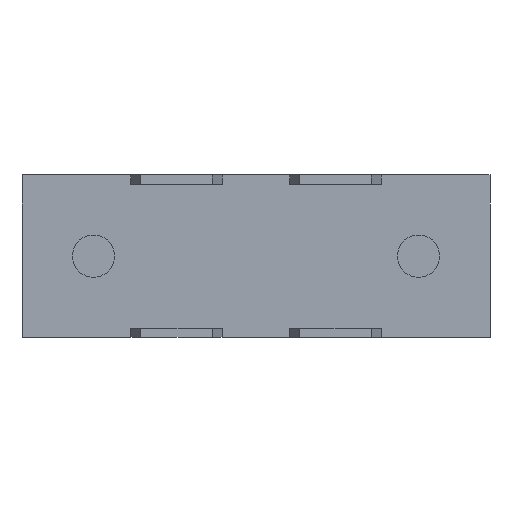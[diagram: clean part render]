
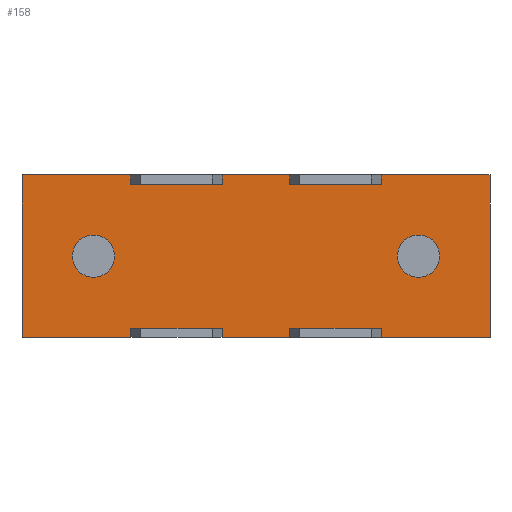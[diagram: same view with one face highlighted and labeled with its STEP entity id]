
A CAD part, front view. The second image highlights one B-rep face of the part: STEP entity #158.
In plain terms, the highlighted planar face has unit normal (0, -1, 0).
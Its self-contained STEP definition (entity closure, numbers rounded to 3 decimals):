
#158=ADVANCED_FACE('',(#307,#308,#309),#310,.F.);
#307=FACE_OUTER_BOUND('',#487,.T.);
#308=FACE_BOUND('',#488,.T.);
#309=FACE_BOUND('',#489,.T.);
#310=PLANE('',#490);
#487=EDGE_LOOP('',(#1040,#1041,#1042,#1043,#1044,#1045,#1046,#1047,#1048,#1049,#1050,#1051,#1052,#1053,#1054,#1055,#1056,#1057,#1058,#1059));
#488=EDGE_LOOP('',(#1060,#1061));
#489=EDGE_LOOP('',(#1062,#1063));
#490=AXIS2_PLACEMENT_3D('',#1064,#1065,#1066);
#1040=ORIENTED_EDGE('',*,*,#1443,.F.);
#1041=ORIENTED_EDGE('',*,*,#1444,.F.);
#1042=ORIENTED_EDGE('',*,*,#1445,.T.);
#1043=ORIENTED_EDGE('',*,*,#1446,.T.);
#1044=ORIENTED_EDGE('',*,*,#1447,.F.);
#1045=ORIENTED_EDGE('',*,*,#1448,.T.);
#1046=ORIENTED_EDGE('',*,*,#1449,.T.);
#1047=ORIENTED_EDGE('',*,*,#1450,.T.);
#1048=ORIENTED_EDGE('',*,*,#1451,.F.);
#1049=ORIENTED_EDGE('',*,*,#1452,.F.);
#1050=ORIENTED_EDGE('',*,*,#1453,.F.);
#1051=ORIENTED_EDGE('',*,*,#1454,.F.);
#1052=ORIENTED_EDGE('',*,*,#1455,.T.);
#1053=ORIENTED_EDGE('',*,*,#1456,.F.);
#1054=ORIENTED_EDGE('',*,*,#1457,.F.);
#1055=ORIENTED_EDGE('',*,*,#1458,.T.);
#1056=ORIENTED_EDGE('',*,*,#1459,.T.);
#1057=ORIENTED_EDGE('',*,*,#1460,.F.);
#1058=ORIENTED_EDGE('',*,*,#1461,.T.);
#1059=ORIENTED_EDGE('',*,*,#1462,.T.);
#1060=ORIENTED_EDGE('',*,*,#1437,.T.);
#1061=ORIENTED_EDGE('',*,*,#1463,.T.);
#1062=ORIENTED_EDGE('',*,*,#1464,.F.);
#1063=ORIENTED_EDGE('',*,*,#1441,.F.);
#1064=CARTESIAN_POINT('',(0.0,0.0,2.5));
#1065=DIRECTION('',(0.0,1.0,0.0));
#1066=DIRECTION('',(1.0,0.0,-0.0));
#1437=EDGE_CURVE('',#1775,#1773,#1776,.T.);
#1441=EDGE_CURVE('',#1781,#1783,#1784,.T.);
#1443=EDGE_CURVE('',#1786,#1787,#1788,.T.);
#1444=EDGE_CURVE('',#1789,#1786,#1790,.T.);
#1445=EDGE_CURVE('',#1789,#1791,#1792,.T.);
#1446=EDGE_CURVE('',#1791,#1793,#1794,.T.);
#1447=EDGE_CURVE('',#1795,#1793,#1796,.T.);
#1448=EDGE_CURVE('',#1795,#1797,#1798,.T.);
#1449=EDGE_CURVE('',#1797,#1799,#1800,.T.);
#1450=EDGE_CURVE('',#1799,#1801,#1802,.T.);
#1451=EDGE_CURVE('',#1803,#1801,#1804,.T.);
#1452=EDGE_CURVE('',#1805,#1803,#1806,.T.);
#1453=EDGE_CURVE('',#1807,#1805,#1808,.T.);
#1454=EDGE_CURVE('',#1809,#1807,#1810,.T.);
#1455=EDGE_CURVE('',#1809,#1811,#1812,.T.);
#1456=EDGE_CURVE('',#1813,#1811,#1814,.T.);
#1457=EDGE_CURVE('',#1815,#1813,#1816,.T.);
#1458=EDGE_CURVE('',#1815,#1817,#1818,.T.);
#1459=EDGE_CURVE('',#1817,#1819,#1820,.T.);
#1460=EDGE_CURVE('',#1821,#1819,#1822,.T.);
#1461=EDGE_CURVE('',#1821,#1823,#1824,.T.);
#1462=EDGE_CURVE('',#1823,#1787,#1825,.T.);
#1463=EDGE_CURVE('',#1773,#1775,#1826,.T.);
#1464=EDGE_CURVE('',#1783,#1781,#1827,.T.);
#1773=VERTEX_POINT('',#2313);
#1775=VERTEX_POINT('',#2316);
#1776=CIRCLE('',#2317,0.325);
#1781=VERTEX_POINT('',#2323);
#1783=VERTEX_POINT('',#2326);
#1784=CIRCLE('',#2327,0.325);
#1786=VERTEX_POINT('',#2330);
#1787=VERTEX_POINT('',#2331);
#1788=LINE('',#2332,#2333);
#1789=VERTEX_POINT('',#2334);
#1790=LINE('',#2335,#2336);
#1791=VERTEX_POINT('',#2337);
#1792=LINE('',#2338,#2339);
#1793=VERTEX_POINT('',#2340);
#1794=LINE('',#2341,#2342);
#1795=VERTEX_POINT('',#2343);
#1796=LINE('',#2344,#2345);
#1797=VERTEX_POINT('',#2346);
#1798=LINE('',#2347,#2348);
#1799=VERTEX_POINT('',#2349);
#1800=LINE('',#2350,#2351);
#1801=VERTEX_POINT('',#2352);
#1802=LINE('',#2353,#2354);
#1803=VERTEX_POINT('',#2355);
#1804=LINE('',#2356,#2357);
#1805=VERTEX_POINT('',#2358);
#1806=LINE('',#2359,#2360);
#1807=VERTEX_POINT('',#2361);
#1808=LINE('',#2362,#2363);
#1809=VERTEX_POINT('',#2364);
#1810=LINE('',#2365,#2366);
#1811=VERTEX_POINT('',#2367);
#1812=LINE('',#2368,#2369);
#1813=VERTEX_POINT('',#2370);
#1814=LINE('',#2371,#2372);
#1815=VERTEX_POINT('',#2373);
#1816=LINE('',#2374,#2375);
#1817=VERTEX_POINT('',#2376);
#1818=LINE('',#2377,#2378);
#1819=VERTEX_POINT('',#2379);
#1820=LINE('',#2380,#2381);
#1821=VERTEX_POINT('',#2382);
#1822=LINE('',#2383,#2384);
#1823=VERTEX_POINT('',#2385);
#1824=LINE('',#2386,#2387);
#1825=LINE('',#2388,#2389);
#1826=CIRCLE('',#2390,0.325);
#1827=CIRCLE('',#2391,0.325);
#2313=CARTESIAN_POINT('',(6.1,0.0,0.925));
#2316=CARTESIAN_POINT('',(6.1,0.0,1.575));
#2317=AXIS2_PLACEMENT_3D('',#2707,#2708,#2709);
#2323=CARTESIAN_POINT('',(1.1,0.0,0.925));
#2326=CARTESIAN_POINT('',(1.1,0.0,1.575));
#2327=AXIS2_PLACEMENT_3D('',#2715,#2716,#2717);
#2330=CARTESIAN_POINT('',(1.676,0.0,0.143));
#2331=CARTESIAN_POINT('',(1.676,0.,0.0));
#2332=CARTESIAN_POINT('',(1.676,0.,0.143));
#2333=VECTOR('',#2719,1000.0);
#2334=CARTESIAN_POINT('',(3.078,0.0,0.143));
#2335=CARTESIAN_POINT('',(1.676,0.,0.143));
#2336=VECTOR('',#2720,1000.0);
#2337=CARTESIAN_POINT('',(3.078,0.,0.0));
#2338=CARTESIAN_POINT('',(3.078,0.,0.143));
#2339=VECTOR('',#2721,1000.0);
#2340=CARTESIAN_POINT('',(4.122,0.0,0.0));
#2341=CARTESIAN_POINT('',(0.0,0.0,0.0));
#2342=VECTOR('',#2722,1000.0);
#2343=CARTESIAN_POINT('',(4.122,0.0,0.143));
#2344=CARTESIAN_POINT('',(4.122,0.,0.143));
#2345=VECTOR('',#2723,1000.0);
#2346=CARTESIAN_POINT('',(5.524,0.0,0.143));
#2347=CARTESIAN_POINT('',(5.524,0.,0.143));
#2348=VECTOR('',#2724,1000.0);
#2349=CARTESIAN_POINT('',(5.524,0.,0.0));
#2350=CARTESIAN_POINT('',(5.524,0.,0.143));
#2351=VECTOR('',#2725,1000.0);
#2352=CARTESIAN_POINT('',(7.2,0.0,0.0));
#2353=CARTESIAN_POINT('',(0.0,0.0,0.0));
#2354=VECTOR('',#2726,1000.0);
#2355=CARTESIAN_POINT('',(7.2,0.0,2.5));
#2356=CARTESIAN_POINT('',(7.2,0.0,2.5));
#2357=VECTOR('',#2727,1000.0);
#2358=CARTESIAN_POINT('',(5.524,0.,2.5));
#2359=CARTESIAN_POINT('',(0.0,0.0,2.5));
#2360=VECTOR('',#2728,1000.0);
#2361=CARTESIAN_POINT('',(5.524,0.,2.358));
#2362=CARTESIAN_POINT('',(5.524,0.,2.358));
#2363=VECTOR('',#2729,1000.0);
#2364=CARTESIAN_POINT('',(4.122,0.,2.358));
#2365=CARTESIAN_POINT('',(5.524,0.,2.358));
#2366=VECTOR('',#2730,1000.0);
#2367=CARTESIAN_POINT('',(4.122,0.,2.5));
#2368=CARTESIAN_POINT('',(4.122,0.,2.358));
#2369=VECTOR('',#2731,1000.0);
#2370=CARTESIAN_POINT('',(3.078,0.,2.5));
#2371=CARTESIAN_POINT('',(0.0,0.0,2.5));
#2372=VECTOR('',#2732,1000.0);
#2373=CARTESIAN_POINT('',(3.078,0.,2.358));
#2374=CARTESIAN_POINT('',(3.078,0.,2.358));
#2375=VECTOR('',#2733,1000.0);
#2376=CARTESIAN_POINT('',(1.676,0.,2.358));
#2377=CARTESIAN_POINT('',(1.676,0.,2.358));
#2378=VECTOR('',#2734,1000.0);
#2379=CARTESIAN_POINT('',(1.676,0.0,2.5));
#2380=CARTESIAN_POINT('',(1.676,0.,2.358));
#2381=VECTOR('',#2735,1000.0);
#2382=CARTESIAN_POINT('',(0.0,0.0,2.5));
#2383=CARTESIAN_POINT('',(0.0,0.0,2.5));
#2384=VECTOR('',#2736,1000.0);
#2385=CARTESIAN_POINT('',(0.0,0.0,0.0));
#2386=CARTESIAN_POINT('',(0.0,0.0,2.5));
#2387=VECTOR('',#2737,1000.0);
#2388=CARTESIAN_POINT('',(0.0,0.0,0.0));
#2389=VECTOR('',#2738,1000.0);
#2390=AXIS2_PLACEMENT_3D('',#2739,#2740,#2741);
#2391=AXIS2_PLACEMENT_3D('',#2742,#2743,#2744);
#2707=CARTESIAN_POINT('',(6.1,0.0,1.25));
#2708=DIRECTION('',(0.0,1.0,0.0));
#2709=DIRECTION('',(0.0,0.0,-1.0));
#2715=CARTESIAN_POINT('',(1.1,0.0,1.25));
#2716=DIRECTION('',(0.0,-1.0,0.0));
#2717=DIRECTION('',(0.0,0.0,1.0));
#2719=DIRECTION('',(0.0,0.0,-1.0));
#2720=DIRECTION('',(-1.0,0.,0.0));
#2721=DIRECTION('',(0.0,0.0,-1.0));
#2722=DIRECTION('',(1.0,0.0,0.0));
#2723=DIRECTION('',(0.0,0.0,-1.0));
#2724=DIRECTION('',(1.0,0.,0.0));
#2725=DIRECTION('',(0.0,0.0,-1.0));
#2726=DIRECTION('',(1.0,0.0,0.0));
#2727=DIRECTION('',(-0.0,-0.0,-1.0));
#2728=DIRECTION('',(1.0,0.0,0.0));
#2729=DIRECTION('',(0.0,0.0,1.0));
#2730=DIRECTION('',(1.0,0.,-0.0));
#2731=DIRECTION('',(0.0,0.0,1.0));
#2732=DIRECTION('',(1.0,0.0,0.0));
#2733=DIRECTION('',(0.0,0.0,1.0));
#2734=DIRECTION('',(-1.0,0.,-0.0));
#2735=DIRECTION('',(0.0,0.0,1.0));
#2736=DIRECTION('',(1.0,0.0,0.0));
#2737=DIRECTION('',(-0.0,-0.0,-1.0));
#2738=DIRECTION('',(1.0,0.0,0.0));
#2739=CARTESIAN_POINT('',(6.1,0.0,1.25));
#2740=DIRECTION('',(0.0,1.0,0.0));
#2741=DIRECTION('',(0.0,0.0,-1.0));
#2742=CARTESIAN_POINT('',(1.1,0.0,1.25));
#2743=DIRECTION('',(0.0,-1.0,0.0));
#2744=DIRECTION('',(0.0,0.0,1.0));
